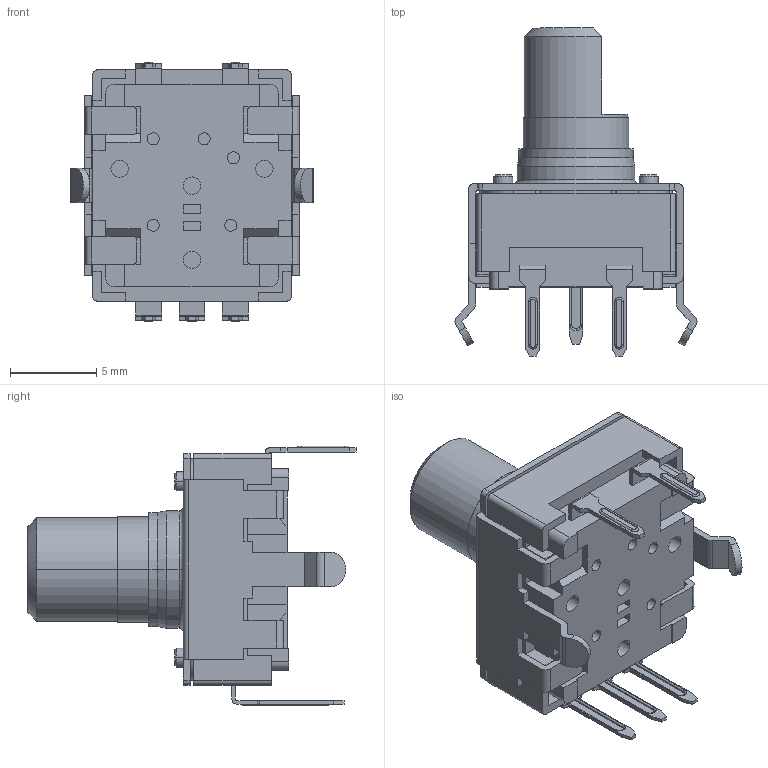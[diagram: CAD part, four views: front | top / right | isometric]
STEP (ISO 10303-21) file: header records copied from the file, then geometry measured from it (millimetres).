
FILE_DESCRIPTION((''),'2;1');
FILE_NAME('PEC12R-4215F-S0024_ASM','2019-06-18T',('Administrator'),(''),'PRO/ENGINEER BY PARAMETRIC TECHNOLOGY CORPORATION, 2011310','PRO/ENGINEER BY PARAMETRIC TECHNOLOGY CORPORATION, 2011310','');
FILE_SCHEMA(('CONFIG_CONTROL_DESIGN'));
Length unit declared in the file: millimetre
Products named in the file (6): 12-30; 12-24-B; 12-32-Y; 12-14-C; 16-16; PEC12R-4215F-S0024_ASM
Assembly tree (5 placements, depth 2):
  PEC12R-4215F-S0024_ASM
    12-30
    12-24-B
    12-32-Y
    12-14-C
    16-16
Bounding box: 14.01 x 19 x 15.05 mm (x, y, z)
Volume: 859.1 mm3; surface area: 2278.6 mm2
Topology: 5 solids, 5 shells, 722 faces, 1886 edges, 1224 vertices
Faces by surface type: plane 414, cylinder 231, torus 44, cone 33
Entity records: 22370 total; most frequent: DIRECTION 3967, CARTESIAN_POINT 3859, ORIENTED_EDGE 3772, EDGE_CURVE 1886, AXIS2_PLACEMENT_3D 1352, VECTOR 1263, LINE 1263, VERTEX_POINT 1224
